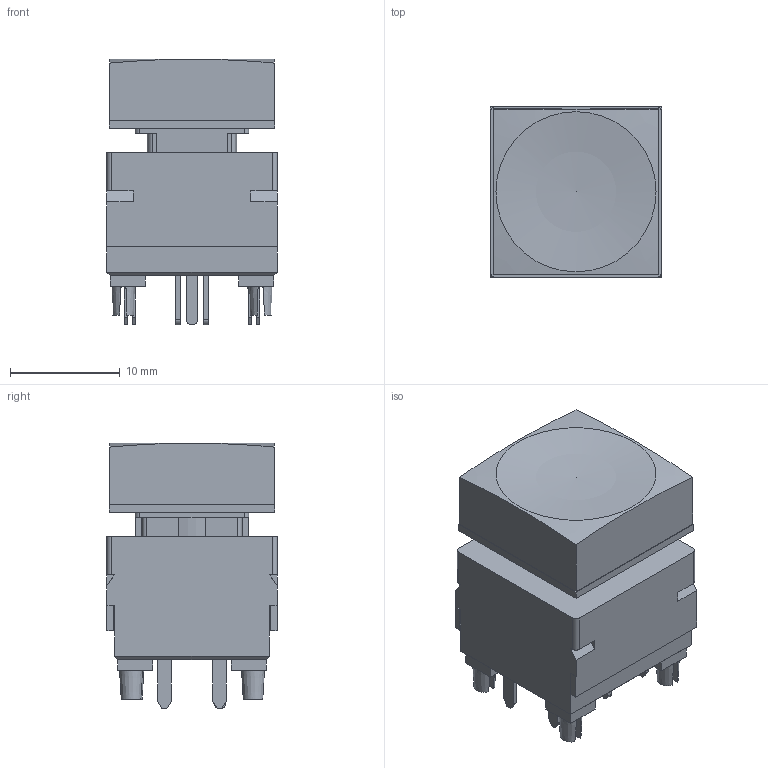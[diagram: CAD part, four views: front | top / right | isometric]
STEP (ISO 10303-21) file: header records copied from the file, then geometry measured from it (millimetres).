
FILE_DESCRIPTION((' '),'2;1');
FILE_NAME('LP6OA2ASxx.stp','2017-08-01T11:09:57',(' '),(' '),' ','ACIS',' ');
FILE_SCHEMA(('CONFIG_CONTROL_DESIGN'));
Length unit declared in the file: inch
Products named in the file (1): LP6OA2ASxx.stp
Bounding box: 15.6 x 15.5 x 24.2 mm (x, y, z)
Volume: 2739.4 mm3; surface area: 4278.7 mm2
Topology: 1 solids, 1 shells, 339 faces, 942 edges, 608 vertices
Faces by surface type: plane 271, cylinder 56, cone 8, bspline 3, sphere 1
Full cylindrical faces by diameter (mm): 0.8 x2
Entity records: 11016 total; most frequent: CARTESIAN_POINT 2242, ORIENTED_EDGE 1868, DIRECTION 1702, EDGE_CURVE 934, VECTOR 766, LINE 766, VERTEX_POINT 606, AXIS2_PLACEMENT_3D 468
